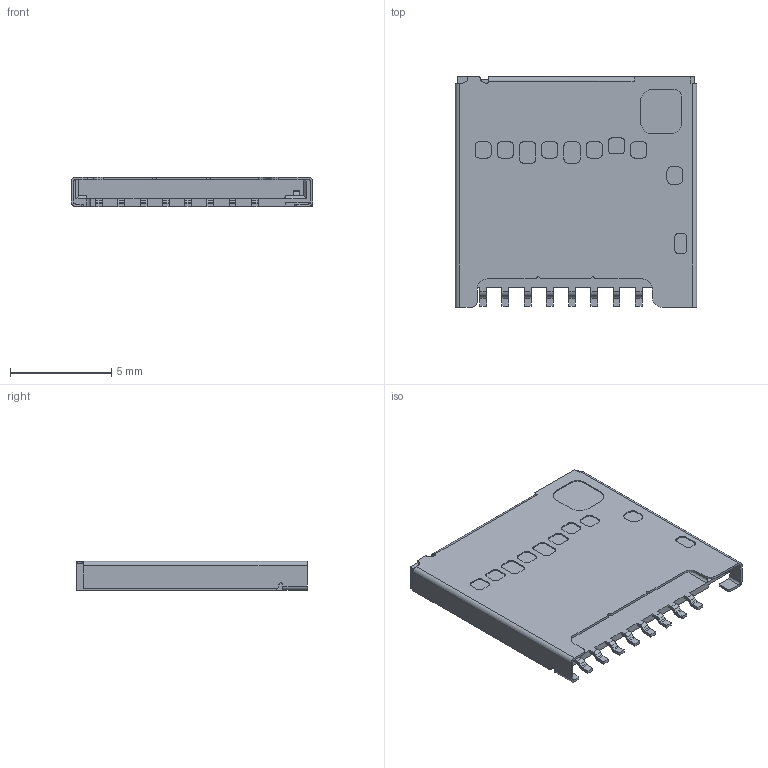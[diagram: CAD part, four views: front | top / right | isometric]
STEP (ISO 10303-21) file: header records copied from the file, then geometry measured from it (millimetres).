
FILE_DESCRIPTION( ( '' ), ' ' );
FILE_NAME( '5af0c8cb7183780eaa54b61f.step', '2018-05-07T21:44:44', ( '' ), ( '' ), ' ', ' ', ' ' );
FILE_SCHEMA( ( 'AUTOMOTIVE_DESIGN { 1 0 10303 214 1 1 1 1 }' ) );
Length unit declared in the file: metre
Products named in the file (57): Open CASCADE STEP translator 6.8 2; Open CASCADE STEP translator 6.8 1
Bounding box: 11.95 x 11.4 x 1.45 mm (x, y, z)
Volume: 146.8 mm3; surface area: 379.8 mm2
Topology: 1 solids, 1 shells, 410 faces, 1230 edges, 890 vertices
Faces by surface type: plane 269, cylinder 141
Entity records: 23960 total; most frequent: CARTESIAN_POINT 2606, DIRECTION 2450, ORIENTED_EDGE 2348, STYLED_ITEM 1640, PRESENTATION_STYLE_ASSIGNMENT 1640, COLOUR_RGB 1640, CURVE_STYLE 1230, DRAUGHTING_PRE_DEFINED_CURVE_FONT 1230
